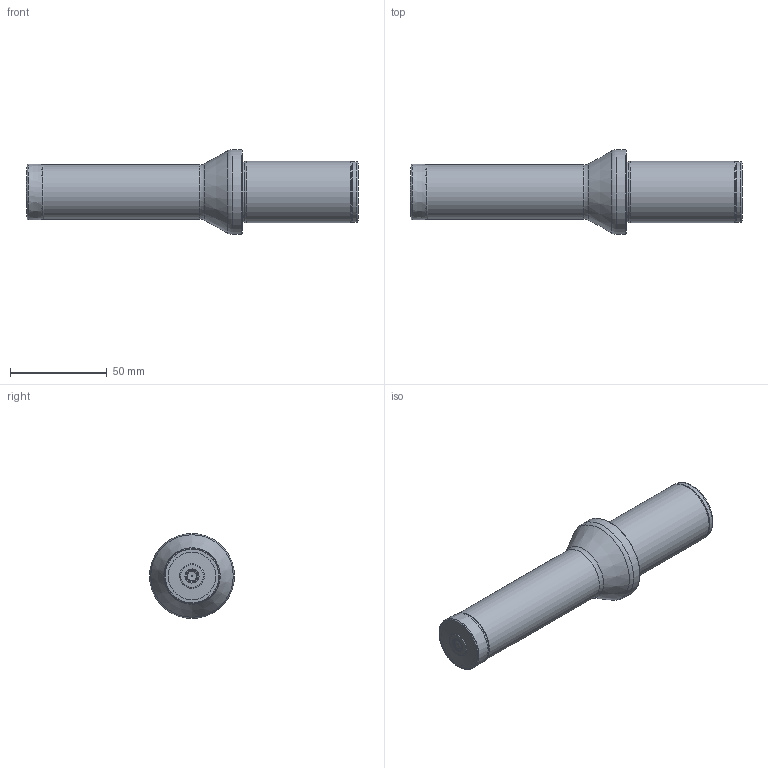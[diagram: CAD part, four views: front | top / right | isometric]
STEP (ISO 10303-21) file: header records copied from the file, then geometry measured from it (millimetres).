
FILE_DESCRIPTION(/* description */ (''),/* implementation_level */ '2;1');
FILE_NAME(/* name */ 'ATUM-29XD3-880-0503...stp',/* time_stamp */ '2023-11-29T02:51:30+03:00',/* author */ (''),/* organization */ (''),/* preprocessor_version */ 'ST-DEVELOPER v19.4',/* originating_system */ 'SIEMENS PLM Software NX2306.3001',/* authorisation */ '');
FILE_SCHEMA (('AUTOMOTIVE_DESIGN { 1 0 10303 214 3 1 1 1 }'));
Length unit declared in the file: millimetre
Products named in the file (1): STP_ATUM 29XD3 880-0503..
Bounding box: 172 x 44 x 44 mm (x, y, z)
Volume: 133854.7 mm3; surface area: 20740.2 mm2
Topology: 2 solids, 2 shells, 44 faces, 96 edges, 58 vertices
Faces by surface type: revolution 13, torus 8, plane 6, cone 6, bspline 6, cylinder 5
Full cylindrical faces by diameter (mm): 28 x1, 31.5 x2, 32 x1, 44 x1
Entity records: 2129 total; most frequent: CARTESIAN_POINT 1358, DIRECTION 164, EDGE_LOOP 84, ORIENTED_EDGE 84, FACE_BOUND 80, AXIS2_PLACEMENT_3D 73, ADVANCED_FACE 44, VERTEX_POINT 42
